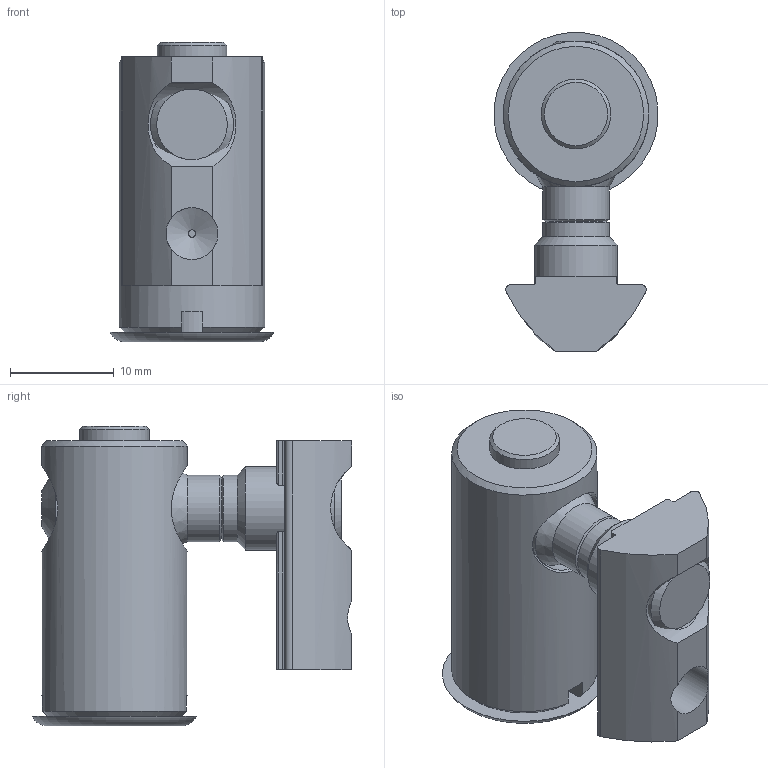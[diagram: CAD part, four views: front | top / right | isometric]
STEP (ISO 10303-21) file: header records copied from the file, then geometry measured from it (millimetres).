
FILE_DESCRIPTION(/* description */ (''),/* implementation_level */ '2;1');
FILE_NAME(/* name */ '14095_KriTec_Gehrungs-Verbindungssatz_8.stp',/* time_stamp */ '2014-10-30T09:58:11+01:00',/* author */ ('kostic'),/* organization */ (''),/* preprocessor_version */ 'ST-DEVELOPER v15.2',/* originating_system */ 'Autodesk Inventor 2014',/* authorisation */ '');
FILE_SCHEMA (('AUTOMOTIVE_DESIGN { 1 0 10303 214 3 1 1 }'));
Length unit declared in the file: millimetre
Products named in the file (6): Nutenstein; Spannbolzen; Verbindungslager; Gewindestift; Abdeckkappe; 14095_KriTec_Gehrungs-Verbindungssatz_8
Bounding box: 15.77 x 30.68 x 28.8 mm (x, y, z)
Volume: 5809.9 mm3; surface area: 5034.3 mm2
Topology: 5 solids, 5 shells, 107 faces, 268 edges, 173 vertices
Faces by surface type: plane 48, cylinder 30, cone 21, bspline 4, sphere 2, torus 2
Full cylindrical faces by diameter (mm): 3.5 x1, 5 x2, 5.5 x1, 6.4 x2, 6.7 x1, 6.8 x1, 8 x3, 8.2 x1, 8.5 x1, 10 x1, 14 x1
Entity records: 4096 total; most frequent: CARTESIAN_POINT 1620, DIRECTION 482, ORIENTED_EDGE 442, EDGE_CURVE 221, AXIS2_PLACEMENT_3D 191, VERTEX_POINT 159, EDGE_LOOP 148, FACE_OUTER_BOUND 107
